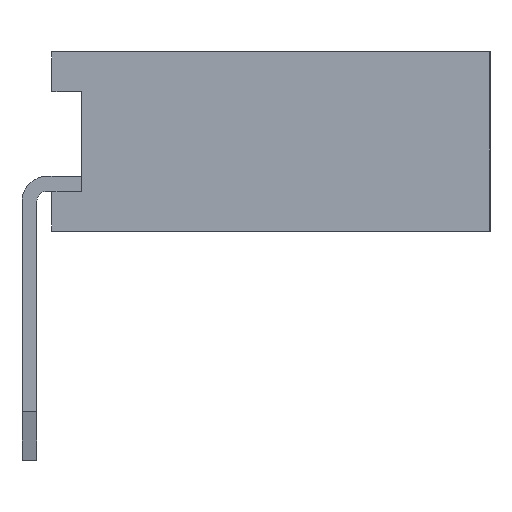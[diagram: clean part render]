
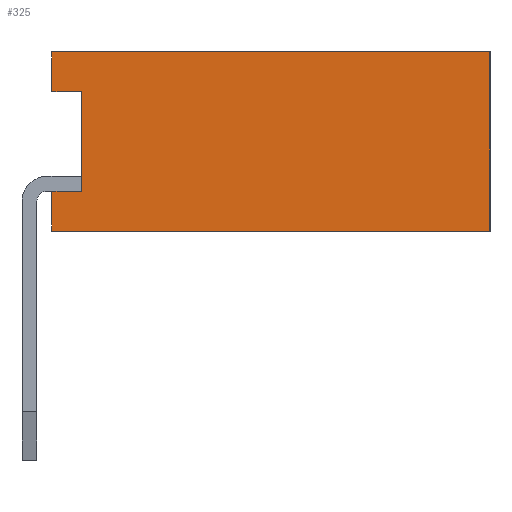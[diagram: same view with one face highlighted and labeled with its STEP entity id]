
A CAD part, left-side view. The second image highlights one B-rep face of the part: STEP entity #325.
In plain terms, the highlighted planar face has unit normal (-1, 0, 0).
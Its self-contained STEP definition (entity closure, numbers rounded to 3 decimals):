
#325=ADVANCED_FACE('',(#11019),#11021,.T.);
#11019=FACE_BOUND('',#11020,.T.);
#11020=EDGE_LOOP('',(#19565,#19566,#19567,#19568,#19569,#19570,#19571,#19572));
#11021=PLANE('',#11022);
#11022=AXIS2_PLACEMENT_3D('',#11023,#11024,#11025);
#11023=CARTESIAN_POINT('',(-0.635,-4.625,0.));
#11024=DIRECTION('',(-1.,0.,0.));
#11025=DIRECTION('',(0.,0.,1.));
#19565=ORIENTED_EDGE('',*,*,#25869,.T.);
#19566=ORIENTED_EDGE('',*,*,#25961,.T.);
#19567=ORIENTED_EDGE('',*,*,#25782,.T.);
#19568=ORIENTED_EDGE('',*,*,#25960,.F.);
#19569=ORIENTED_EDGE('',*,*,#25962,.F.);
#19570=ORIENTED_EDGE('',*,*,#25963,.T.);
#19571=ORIENTED_EDGE('',*,*,#25964,.T.);
#19572=ORIENTED_EDGE('',*,*,#25955,.F.);
#25782=EDGE_CURVE('',#28988,#28985,#28989,.F.);
#25869=EDGE_CURVE('',#29162,#29160,#29163,.F.);
#25955=EDGE_CURVE('',#29162,#29327,#29328,.T.);
#25960=EDGE_CURVE('',#29334,#28985,#29336,.T.);
#25961=EDGE_CURVE('',#29160,#28988,#29337,.T.);
#25962=EDGE_CURVE('',#29338,#29334,#29339,.T.);
#25963=EDGE_CURVE('',#29338,#29340,#29341,.T.);
#25964=EDGE_CURVE('',#29340,#29327,#29342,.T.);
#28985=VERTEX_POINT('',#34245);
#28988=VERTEX_POINT('',#34250);
#28989=LINE('',#34251,#34252);
#29160=VERTEX_POINT('',#34594);
#29162=VERTEX_POINT('',#34598);
#29163=LINE('',#34599,#34600);
#29327=VERTEX_POINT('',#34935);
#29328=LINE('',#34936,#34937);
#29334=VERTEX_POINT('',#34950);
#29336=LINE('',#34954,#34955);
#29337=LINE('',#34957,#34958);
#29338=VERTEX_POINT('',#34960);
#29339=LINE('',#34961,#34962);
#29340=VERTEX_POINT('',#34964);
#29341=LINE('',#34965,#34966);
#29342=LINE('',#34968,#34969);
#34245=CARTESIAN_POINT('',(-0.635,-0.225,0.4));
#34250=CARTESIAN_POINT('',(-0.635,-0.525,0.4));
#34251=CARTESIAN_POINT('',(-0.635,-0.225,0.4));
#34252=VECTOR('',#34253,1.);
#34253=DIRECTION('',(0.,-1.,0.));
#34594=CARTESIAN_POINT('',(-0.635,-0.525,1.4));
#34598=CARTESIAN_POINT('',(-0.635,-0.225,1.4));
#34599=CARTESIAN_POINT('',(-0.635,-0.525,1.4));
#34600=VECTOR('',#34601,1.);
#34601=DIRECTION('',(0.,1.,0.));
#34935=CARTESIAN_POINT('',(-0.635,-0.225,1.8));
#34936=CARTESIAN_POINT('',(-0.635,-0.225,1.4));
#34937=VECTOR('',#34938,1.);
#34938=DIRECTION('',(0.,0.,1.));
#34950=CARTESIAN_POINT('',(-0.635,-0.225,0.));
#34954=CARTESIAN_POINT('',(-0.635,-0.225,0.));
#34955=VECTOR('',#34956,1.);
#34956=DIRECTION('',(0.,0.,1.));
#34957=CARTESIAN_POINT('',(-0.635,-0.525,1.4));
#34958=VECTOR('',#34959,1.);
#34959=DIRECTION('',(0.,0.,-1.));
#34960=CARTESIAN_POINT('',(-0.635,-4.625,0.));
#34961=CARTESIAN_POINT('',(-0.635,-4.625,0.));
#34962=VECTOR('',#34963,1.);
#34963=DIRECTION('',(0.,1.,0.));
#34964=CARTESIAN_POINT('',(-0.635,-4.625,1.8));
#34965=CARTESIAN_POINT('',(-0.635,-4.625,0.));
#34966=VECTOR('',#34967,1.);
#34967=DIRECTION('',(0.,0.,1.));
#34968=CARTESIAN_POINT('',(-0.635,-4.625,1.8));
#34969=VECTOR('',#34970,1.);
#34970=DIRECTION('',(0.,1.,0.));
